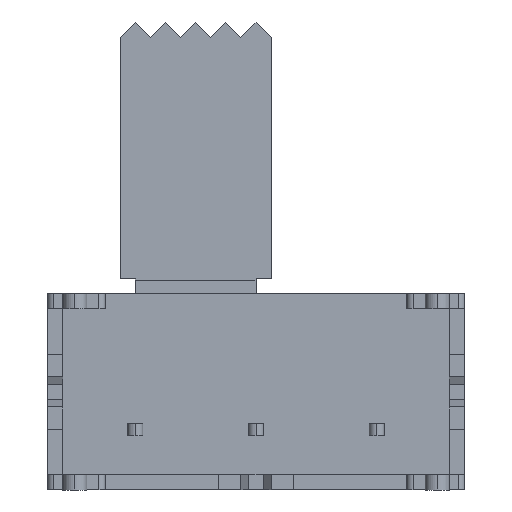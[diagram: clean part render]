
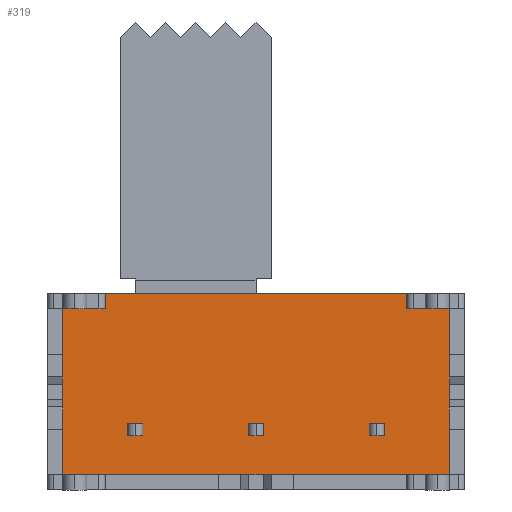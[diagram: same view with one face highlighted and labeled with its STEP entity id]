
A CAD part, front view. The second image highlights one B-rep face of the part: STEP entity #319.
In plain terms, the highlighted planar face has unit normal (0, -1, 0).
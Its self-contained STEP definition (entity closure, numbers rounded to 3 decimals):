
#15 = VERTEX_POINT ( 'NONE', #1908 ) ;
#44 = VECTOR ( 'NONE', #3542, 1000. ) ;
#74 = DIRECTION ( 'NONE',  ( 0., -1., 0. ) ) ;
#177 = LINE ( 'NONE', #2118, #1808 ) ;
#250 = EDGE_CURVE ( 'NONE', #550, #3530, #4402, .T. ) ;
#319 = ADVANCED_FACE ( 'NONE', ( #4270 ), #4417, .T. ) ;
#357 = CARTESIAN_POINT ( 'NONE',  ( -6.4, 1.54, -2.75 ) ) ;
#487 = LINE ( 'NONE', #1077, #3768 ) ;
#550 = VERTEX_POINT ( 'NONE', #357 ) ;
#807 = DIRECTION ( 'NONE',  ( -1., 0., 0. ) ) ;
#815 = DIRECTION ( 'NONE',  ( 0., 0., 1. ) ) ;
#968 = DIRECTION ( 'NONE',  ( -1., 0., 0. ) ) ;
#1077 = CARTESIAN_POINT ( 'NONE',  ( -5., 1.54, 3.25 ) ) ;
#1192 = CARTESIAN_POINT ( 'NONE',  ( -5., 1.54, 2.75 ) ) ;
#1255 = ORIENTED_EDGE ( 'NONE', *, *, #3539, .T. ) ;
#1257 = DIRECTION ( 'NONE',  ( -1., 0., 0. ) ) ;
#1293 = LINE ( 'NONE', #3867, #1356 ) ;
#1299 = LINE ( 'NONE', #4257, #1443 ) ;
#1338 = CARTESIAN_POINT ( 'NONE',  ( 5., 1.54, 2.75 ) ) ;
#1356 = VECTOR ( 'NONE', #1257, 1000. ) ;
#1443 = VECTOR ( 'NONE', #815, 1000. ) ;
#1449 = AXIS2_PLACEMENT_3D ( 'NONE', #1551, #74, #2983 ) ;
#1488 = VERTEX_POINT ( 'NONE', #2229 ) ;
#1551 = CARTESIAN_POINT ( 'NONE',  ( 0., 1.54, 0. ) ) ;
#1579 = LINE ( 'NONE', #4696, #44 ) ;
#1589 = ORIENTED_EDGE ( 'NONE', *, *, #4260, .T. ) ;
#1808 = VECTOR ( 'NONE', #2489, 1000. ) ;
#1842 = DIRECTION ( 'NONE',  ( 0., 0., -1. ) ) ;
#1896 = LINE ( 'NONE', #3393, #3365 ) ;
#1908 = CARTESIAN_POINT ( 'NONE',  ( -6.4, 1.54, 2.75 ) ) ;
#2060 = ORIENTED_EDGE ( 'NONE', *, *, #3552, .T. ) ;
#2066 = EDGE_CURVE ( 'NONE', #2729, #4181, #1579, .T. ) ;
#2118 = CARTESIAN_POINT ( 'NONE',  ( -6.4, 1.54, 2.75 ) ) ;
#2229 = CARTESIAN_POINT ( 'NONE',  ( 6.4, 1.54, 2.75 ) ) ;
#2284 = EDGE_LOOP ( 'NONE', ( #3472, #2060, #4487, #4419, #1255, #3612, #2850, #1589 ) ) ;
#2489 = DIRECTION ( 'NONE',  ( 0., 0., -1. ) ) ;
#2570 = VERTEX_POINT ( 'NONE', #1192 ) ;
#2599 = CARTESIAN_POINT ( 'NONE',  ( -5., 1.54, 3.25 ) ) ;
#2729 = VERTEX_POINT ( 'NONE', #1338 ) ;
#2738 = CARTESIAN_POINT ( 'NONE',  ( 6.4, 1.54, -2.75 ) ) ;
#2850 = ORIENTED_EDGE ( 'NONE', *, *, #4234, .T. ) ;
#2915 = EDGE_CURVE ( 'NONE', #3270, #2570, #487, .T. ) ;
#2983 = DIRECTION ( 'NONE',  ( 0., 0., -1. ) ) ;
#3270 = VERTEX_POINT ( 'NONE', #2599 ) ;
#3288 = CARTESIAN_POINT ( 'NONE',  ( -5., 1.54, -2.75 ) ) ;
#3365 = VECTOR ( 'NONE', #807, 1000. ) ;
#3393 = CARTESIAN_POINT ( 'NONE',  ( 5., 1.54, 2.75 ) ) ;
#3466 = LINE ( 'NONE', #3976, #3481 ) ;
#3472 = ORIENTED_EDGE ( 'NONE', *, *, #250, .T. ) ;
#3481 = VECTOR ( 'NONE', #968, 1000. ) ;
#3530 = VERTEX_POINT ( 'NONE', #2738 ) ;
#3539 = EDGE_CURVE ( 'NONE', #4181, #3270, #1293, .T. ) ;
#3542 = DIRECTION ( 'NONE',  ( 0., 0., 1. ) ) ;
#3552 = EDGE_CURVE ( 'NONE', #3530, #1488, #1299, .T. ) ;
#3612 = ORIENTED_EDGE ( 'NONE', *, *, #2915, .T. ) ;
#3768 = VECTOR ( 'NONE', #1842, 1000. ) ;
#3867 = CARTESIAN_POINT ( 'NONE',  ( 5., 1.54, 3.25 ) ) ;
#3976 = CARTESIAN_POINT ( 'NONE',  ( -5., 1.54, 2.75 ) ) ;
#4155 = DIRECTION ( 'NONE',  ( 1., 0., 0. ) ) ;
#4181 = VERTEX_POINT ( 'NONE', #4473 ) ;
#4234 = EDGE_CURVE ( 'NONE', #2570, #15, #3466, .T. ) ;
#4257 = CARTESIAN_POINT ( 'NONE',  ( 6.4, 1.54, 2.75 ) ) ;
#4260 = EDGE_CURVE ( 'NONE', #15, #550, #177, .T. ) ;
#4270 = FACE_OUTER_BOUND ( 'NONE', #2284, .T. ) ;
#4369 = EDGE_CURVE ( 'NONE', #1488, #2729, #1896, .T. ) ;
#4402 = LINE ( 'NONE', #3288, #4413 ) ;
#4413 = VECTOR ( 'NONE', #4155, 1000. ) ;
#4417 = PLANE ( 'NONE',  #1449 ) ;
#4419 = ORIENTED_EDGE ( 'NONE', *, *, #2066, .T. ) ;
#4473 = CARTESIAN_POINT ( 'NONE',  ( 5., 1.54, 3.25 ) ) ;
#4487 = ORIENTED_EDGE ( 'NONE', *, *, #4369, .T. ) ;
#4696 = CARTESIAN_POINT ( 'NONE',  ( 5., 1.54, 3.25 ) ) ;
